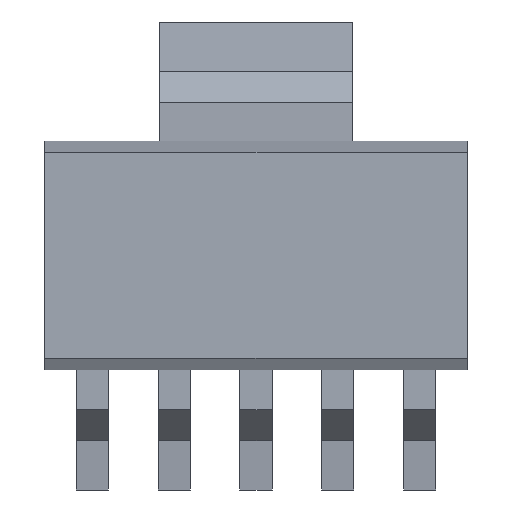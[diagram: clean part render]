
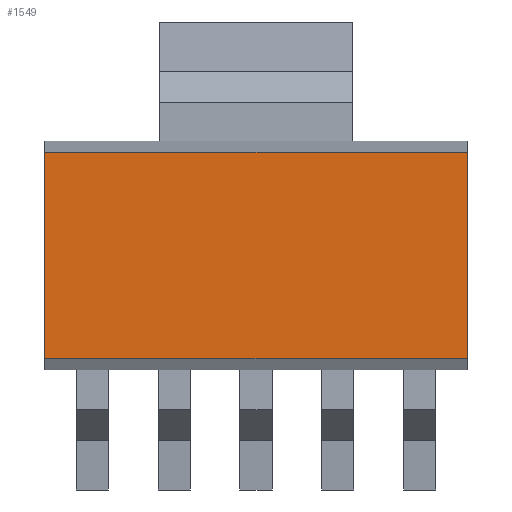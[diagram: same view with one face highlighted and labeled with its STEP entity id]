
A CAD part, top view. The second image highlights one B-rep face of the part: STEP entity #1549.
In plain terms, the highlighted face is planar.
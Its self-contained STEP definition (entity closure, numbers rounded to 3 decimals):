
#60 = EDGE_CURVE ( 'NONE', #255, #985, #1487, .T. ) ;
#64 = ORIENTED_EDGE ( 'NONE', *, *, #60, .T. ) ;
#91 = CARTESIAN_POINT ( 'NONE',  ( -1.597, 0.9, 6.55 ) ) ;
#162 = LINE ( 'NONE', #1328, #523 ) ;
#255 = VERTEX_POINT ( 'NONE', #999 ) ;
#270 = CARTESIAN_POINT ( 'NONE',  ( 1.597, 0.9, 0. ) ) ;
#402 = DIRECTION ( 'NONE',  ( 0., 1., 0. ) ) ;
#449 = CARTESIAN_POINT ( 'NONE',  ( -1.597, 0.9, 0. ) ) ;
#512 = CARTESIAN_POINT ( 'NONE',  ( -1.597, 0.9, 0. ) ) ;
#523 = VECTOR ( 'NONE', #1189, 1000. ) ;
#528 = VECTOR ( 'NONE', #1418, 1000. ) ;
#641 = EDGE_CURVE ( 'NONE', #1315, #255, #920, .T. ) ;
#647 = DIRECTION ( 'NONE',  ( 0., 0., 1. ) ) ;
#663 = LINE ( 'NONE', #270, #528 ) ;
#780 = DIRECTION ( 'NONE',  ( 0., 0., 1. ) ) ;
#793 = EDGE_LOOP ( 'NONE', ( #884, #1548, #64, #1161 ) ) ;
#884 = ORIENTED_EDGE ( 'NONE', *, *, #1536, .T. ) ;
#920 = LINE ( 'NONE', #449, #1111 ) ;
#929 = AXIS2_PLACEMENT_3D ( 'NONE', #512, #402, #780 ) ;
#949 = DIRECTION ( 'NONE',  ( -1., 0., 0. ) ) ;
#971 = VERTEX_POINT ( 'NONE', #1378 ) ;
#985 = VERTEX_POINT ( 'NONE', #91 ) ;
#999 = CARTESIAN_POINT ( 'NONE',  ( -1.597, 0.9, 0. ) ) ;
#1111 = VECTOR ( 'NONE', #949, 1000. ) ;
#1125 = VECTOR ( 'NONE', #647, 1000. ) ;
#1150 = PLANE ( 'NONE',  #929 ) ;
#1161 = ORIENTED_EDGE ( 'NONE', *, *, #1618, .T. ) ;
#1189 = DIRECTION ( 'NONE',  ( 1., 0., 0. ) ) ;
#1238 = CARTESIAN_POINT ( 'NONE',  ( 1.597, 0.9, 0. ) ) ;
#1291 = FACE_OUTER_BOUND ( 'NONE', #793, .T. ) ;
#1315 = VERTEX_POINT ( 'NONE', #1238 ) ;
#1328 = CARTESIAN_POINT ( 'NONE',  ( -1.597, 0.9, 6.55 ) ) ;
#1378 = CARTESIAN_POINT ( 'NONE',  ( 1.597, 0.9, 6.55 ) ) ;
#1418 = DIRECTION ( 'NONE',  ( 0., 0., -1. ) ) ;
#1487 = LINE ( 'NONE', #1559, #1125 ) ;
#1536 = EDGE_CURVE ( 'NONE', #971, #1315, #663, .T. ) ;
#1548 = ORIENTED_EDGE ( 'NONE', *, *, #641, .T. ) ;
#1549 = ADVANCED_FACE ( 'NONE', ( #1291 ), #1150, .T. ) ;
#1559 = CARTESIAN_POINT ( 'NONE',  ( -1.597, 0.9, 0. ) ) ;
#1618 = EDGE_CURVE ( 'NONE', #985, #971, #162, .T. ) ;
